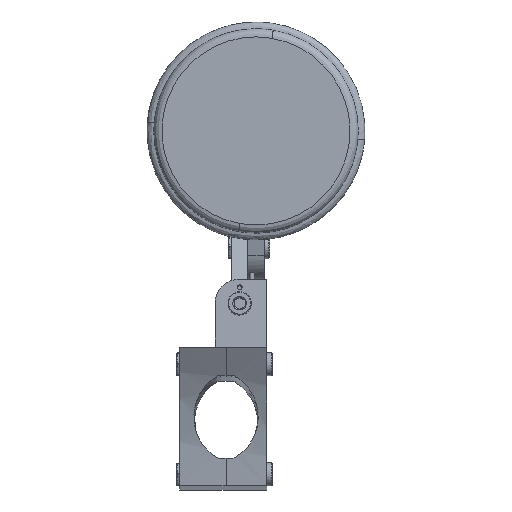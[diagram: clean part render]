
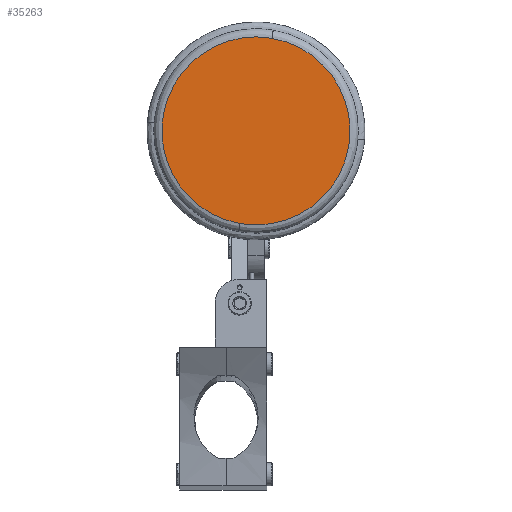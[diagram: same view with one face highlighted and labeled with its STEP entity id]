
A CAD part, top view. The second image highlights one B-rep face of the part: STEP entity #35263.
In plain terms, the highlighted free-form (B-spline) face has degree [1, 1] with [2, 2] control points.
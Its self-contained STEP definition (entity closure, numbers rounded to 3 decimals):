
#34495 = VERTEX_POINT('',#34496);
#34496 = CARTESIAN_POINT('',(31.42,-92.408,
    73.653));
#34502 = EDGE_CURVE('',#34495,#34503,#34505,.T.);
#34503 = VERTEX_POINT('',#34504);
#34504 = CARTESIAN_POINT('',(45.374,-11.094,
    73.653));
#34505 = ( BOUNDED_CURVE() B_SPLINE_CURVE(2,(#34506,#34507,#34508,#34509
,#34510),.UNSPECIFIED.,.F.,.F.) B_SPLINE_CURVE_WITH_KNOTS((3,2,3),(
    -1.571,0.,1.571),
.PIECEWISE_BEZIER_KNOTS.) CURVE() GEOMETRIC_REPRESENTATION_ITEM() 
RATIONAL_B_SPLINE_CURVE((1.,0.707,1.,0.707,1.)) 
REPRESENTATION_ITEM('') );
#34506 = CARTESIAN_POINT('',(31.42,-92.408,
    73.653));
#34507 = CARTESIAN_POINT('',(-9.237,-85.431,
    73.653));
#34508 = CARTESIAN_POINT('',(-2.26,-44.774,
    73.653));
#34509 = CARTESIAN_POINT('',(4.717,-4.117,
    73.653));
#34510 = CARTESIAN_POINT('',(45.374,-11.094,
    73.653));
#35263 = ADVANCED_FACE('',(#35264),#35281,.T.);
#35264 = FACE_BOUND('',#35265,.T.);
#35265 = EDGE_LOOP('',(#35266,#35274,#35280));
#35266 = ORIENTED_EDGE('',*,*,#35267,.F.);
#35267 = EDGE_CURVE('',#35268,#34495,#35270,.T.);
#35268 = VERTEX_POINT('',#35269);
#35269 = CARTESIAN_POINT('',(79.054,-58.728,
    73.653));
#35270 = ( BOUNDED_CURVE() B_SPLINE_CURVE(2,(#35271,#35272,#35273),
.UNSPECIFIED.,.F.,.F.) B_SPLINE_CURVE_WITH_KNOTS((3,3),(-3.142,
-1.571),.PIECEWISE_BEZIER_KNOTS.) CURVE() 
GEOMETRIC_REPRESENTATION_ITEM() RATIONAL_B_SPLINE_CURVE((1.,
0.707,1.)) REPRESENTATION_ITEM('') );
#35271 = CARTESIAN_POINT('',(79.054,-58.728,
    73.653));
#35272 = CARTESIAN_POINT('',(72.077,-99.385,
    73.653));
#35273 = CARTESIAN_POINT('',(31.42,-92.408,
    73.653));
#35274 = ORIENTED_EDGE('',*,*,#35275,.F.);
#35275 = EDGE_CURVE('',#34503,#35268,#35276,.T.);
#35276 = ( BOUNDED_CURVE() B_SPLINE_CURVE(2,(#35277,#35278,#35279),
.UNSPECIFIED.,.F.,.F.) B_SPLINE_CURVE_WITH_KNOTS((3,3),(1.571,
3.142),.PIECEWISE_BEZIER_KNOTS.) CURVE() 
GEOMETRIC_REPRESENTATION_ITEM() RATIONAL_B_SPLINE_CURVE((1.,
0.707,1.)) REPRESENTATION_ITEM('') );
#35277 = CARTESIAN_POINT('',(45.374,-11.094,
    73.653));
#35278 = CARTESIAN_POINT('',(86.032,-18.071,
    73.653));
#35279 = CARTESIAN_POINT('',(79.054,-58.728,
    73.653));
#35280 = ORIENTED_EDGE('',*,*,#34502,.F.);
#35281 = B_SPLINE_SURFACE_WITH_KNOTS('',1,1,(
    (#35282,#35283)
    ,(#35284,#35285
    )),.UNSPECIFIED.,.F.,.F.,.F.,(2,2),(2,2),(-3.451,3.451),(-0.001,
    6.901),.PIECEWISE_BEZIER_KNOTS.);
#35282 = CARTESIAN_POINT('',(72.087,-99.399,
    73.653));
#35283 = CARTESIAN_POINT('',(-9.251,-85.441,
    73.653));
#35284 = CARTESIAN_POINT('',(86.045,-18.062,
    73.653));
#35285 = CARTESIAN_POINT('',(4.708,-4.103,
    73.653));
